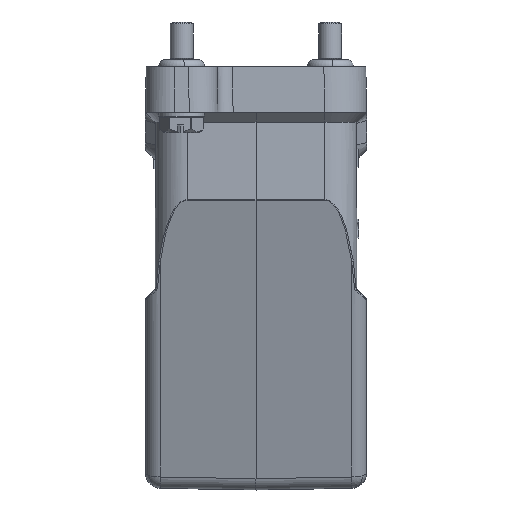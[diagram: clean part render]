
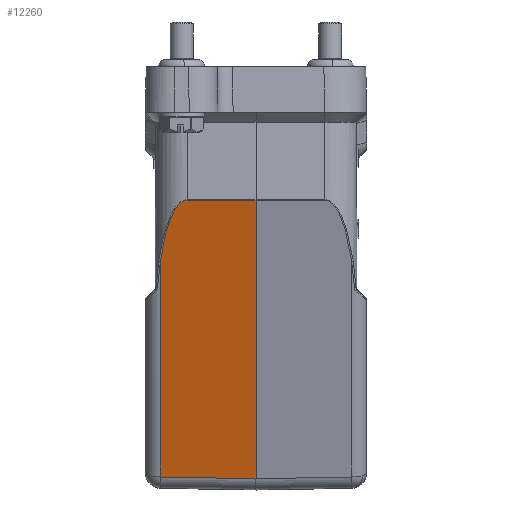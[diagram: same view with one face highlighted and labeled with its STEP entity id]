
A CAD part, left-side view. The second image highlights one B-rep face of the part: STEP entity #12260.
In plain terms, the highlighted planar face has unit normal (-0.966, 0.018, -0.259).
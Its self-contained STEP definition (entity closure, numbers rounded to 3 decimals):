
#1296=CARTESIAN_POINT('',(-70.235,25.07,
-39.091));
#2139=DIRECTION('',(-0.259,0.,0.966));
#2140=VECTOR('',#2139,58.501);
#2141=CARTESIAN_POINT('',(-55.094,25.07,
-95.598));
#2142=LINE('',#2141,#2140);
#2143=DIRECTION('',(-0.013,-1.,-0.017));
#2144=VECTOR('',#2143,25.076);
#2145=CARTESIAN_POINT('',(-55.094,25.07,
-95.598));
#2146=LINE('',#2145,#2144);
#2147=CARTESIAN_POINT('',(-74.668,18.048,
-23.022));
#2148=CARTESIAN_POINT('',(-74.666,18.167,
-23.022));
#2149=CARTESIAN_POINT('',(-74.651,18.545,
-23.052));
#2150=CARTESIAN_POINT('',(-74.579,19.185,
-23.279));
#2151=CARTESIAN_POINT('',(-74.43,19.894,
-23.787));
#2152=CARTESIAN_POINT('',(-74.24,20.519,
-24.453));
#2153=CARTESIAN_POINT('',(-74.027,21.065,
-25.209));
#2154=CARTESIAN_POINT('',(-73.803,21.541,
-26.013));
#2155=CARTESIAN_POINT('',(-73.57,21.965,
-26.856));
#2156=CARTESIAN_POINT('',(-73.332,22.344,
-27.718));
#2157=CARTESIAN_POINT('',(-73.092,22.684,
-28.59));
#2158=CARTESIAN_POINT('',(-72.846,22.998,
-29.486));
#2159=CARTESIAN_POINT('',(-72.588,23.297,
-30.432));
#2160=CARTESIAN_POINT('',(-72.307,23.59,
-31.46));
#2161=CARTESIAN_POINT('',(-71.998,23.881,
-32.594));
#2162=CARTESIAN_POINT('',(-71.657,24.169,
-33.845));
#2163=CARTESIAN_POINT('',(-71.284,24.449,
-35.218));
#2164=CARTESIAN_POINT('',(-70.878,24.718,
-36.715));
#2165=CARTESIAN_POINT('',(-70.525,24.922,
-38.02));
#2166=CARTESIAN_POINT('',(-70.307,25.034,
-38.827));
#2167=CARTESIAN_POINT('',(-70.235,25.07,
-39.091));
#2169=DIRECTION('',(0.017,1.,0.002));
#2170=VECTOR('',#2169,18.051);
#2171=CARTESIAN_POINT('',(-74.983,0.,
-23.064));
#2172=LINE('',#2171,#2170);
#2173=DIRECTION('',(-0.259,0.,0.966));
#2174=VECTOR('',#2173,75.546);
#2175=CARTESIAN_POINT('',(-55.43,0.,
-96.036));
#2176=LINE('',#2175,#2174);
#2238=CARTESIAN_POINT('',(-74.983,0.,
-23.064));
#8000=VERTEX_POINT('',#2238);
#8041=VERTEX_POINT('',#1296);
#8086=CARTESIAN_POINT('',(-74.668,18.048,
-23.022));
#8087=VERTEX_POINT('',#8086);
#8487=CARTESIAN_POINT('',(-55.094,25.07,
-95.598));
#8488=CARTESIAN_POINT('',(-55.43,0.,
-96.036));
#8489=VERTEX_POINT('',#8487);
#8490=VERTEX_POINT('',#8488);
#12246=CARTESIAN_POINT('',(-54.636,0.,-99.));
#12247=DIRECTION('',(0.966,-0.017,0.259));
#12248=DIRECTION('',(0.259,0.,-0.966));
#12249=AXIS2_PLACEMENT_3D('',#12246,#12247,#12248);
#12250=PLANE('',#12249);
#12252=ORIENTED_EDGE('',*,*,#12251,.F.);
#12253=ORIENTED_EDGE('',*,*,#12235,.T.);
#12254=ORIENTED_EDGE('',*,*,#11045,.F.);
#12255=ORIENTED_EDGE('',*,*,#11063,.F.);
#12257=ORIENTED_EDGE('',*,*,#12256,.F.);
#12258=EDGE_LOOP('',(#12252,#12253,#12254,#12255,#12257));
#12259=FACE_OUTER_BOUND('',#12258,.F.);
#12260=ADVANCED_FACE('',(#12259),#12250,.F.);
#2168=B_SPLINE_CURVE_WITH_KNOTS('',3,(#2147,#2148,#2149,#2150,#2151,#2152,#2153,
#2154,#2155,#2156,#2157,#2158,#2159,#2160,#2161,#2162,#2163,#2164,#2165,#2166,
#2167),.UNSPECIFIED.,.F.,.F.,(4,1,1,1,1,1,1,1,1,1,1,1,1,1,1,1,1,1,4),(0.,
0.019,0.06,0.108,0.159,
0.208,0.259,0.311,0.362,
0.413,0.464,0.517,0.575,
0.638,0.708,0.784,0.867,
0.957,1.),.UNSPECIFIED.);
#11045=EDGE_CURVE('',#8087,#8041,#2168,.T.);
#11063=EDGE_CURVE('',#8000,#8087,#2172,.T.);
#12235=EDGE_CURVE('',#8489,#8041,#2142,.T.);
#12251=EDGE_CURVE('',#8489,#8490,#2146,.T.);
#12256=EDGE_CURVE('',#8490,#8000,#2176,.T.);
